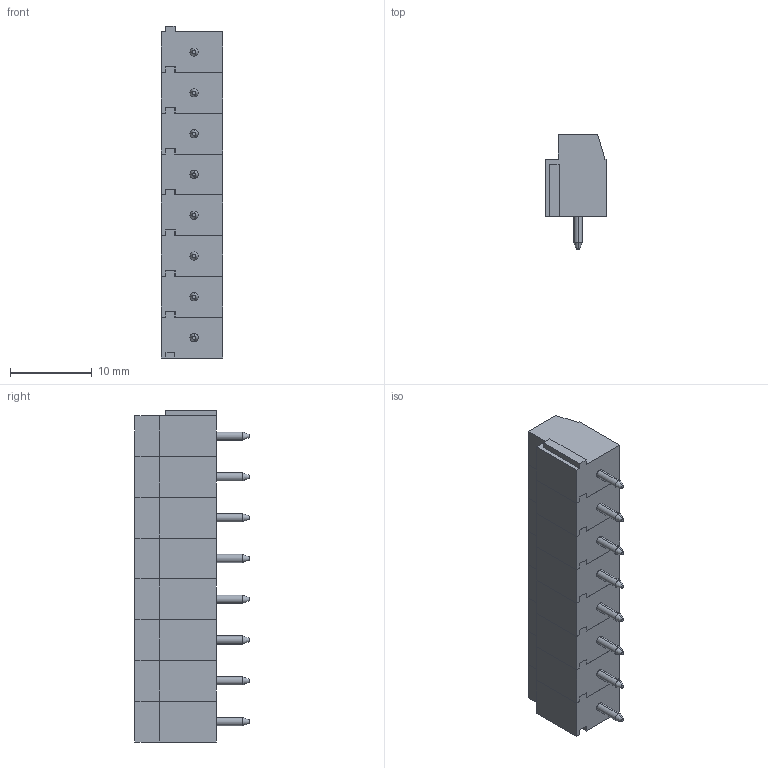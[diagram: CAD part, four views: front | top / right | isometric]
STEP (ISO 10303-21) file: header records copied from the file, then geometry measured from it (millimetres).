
FILE_DESCRIPTION (( 'STEP AP214' ), '1' );
FILE_NAME ('KRM08.STEP', '2015-04-06T09:49:19', ( '' ), ( '' ), 'SwSTEP 2.0', 'SolidWorks 2014', '' );
FILE_SCHEMA (( 'AUTOMOTIVE_DESIGN' ));
Length unit declared in the file: millimetre
Products named in the file (2): krm_Single; KRM08
Assembly tree (8 placements, depth 2):
  KRM08
    krm_Single  x8
Bounding box: 7.5 x 14 x 40.7 mm (x, y, z)
Volume: 2292.8 mm3; surface area: 3317.9 mm2
Topology: 8 solids, 8 shells, 360 faces, 952 edges, 624 vertices
Faces by surface type: plane 288, cylinder 40, cone 32
Entity records: 1947 total; most frequent: CARTESIAN_POINT 265, DIRECTION 247, ORIENTED_EDGE 238, EDGE_CURVE 119, LINE 95, VECTOR 95, VERTEX_POINT 78, AXIS2_PLACEMENT_3D 76
